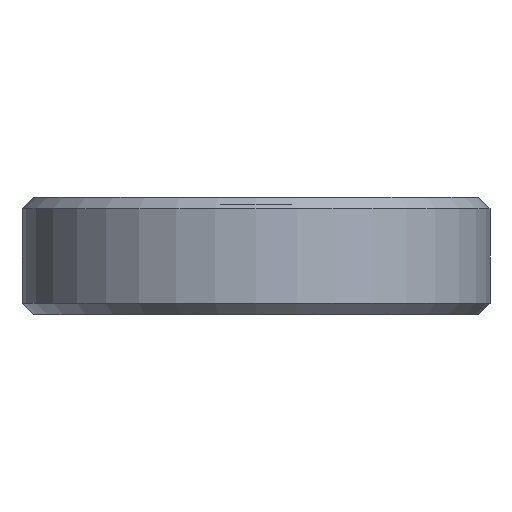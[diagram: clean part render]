
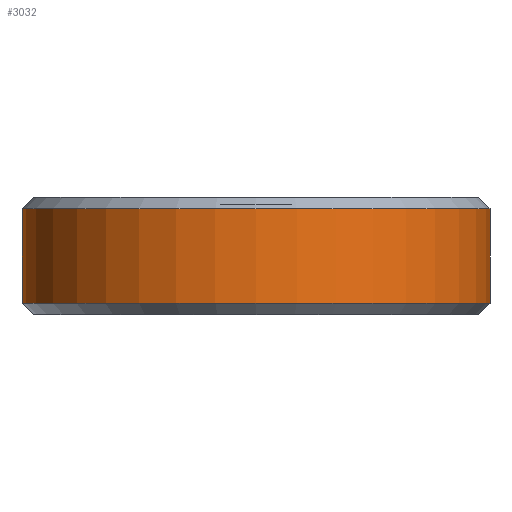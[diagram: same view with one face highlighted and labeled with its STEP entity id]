
A CAD part, left-side view. The second image highlights one B-rep face of the part: STEP entity #3032.
In plain terms, the highlighted cylindrical face has radius 6.25 mm (diameter 12.5 mm), a partial arc.
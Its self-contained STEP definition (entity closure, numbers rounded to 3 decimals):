
#382 = CONICAL_SURFACE('',#383,6.25,0.785);
#383 = AXIS2_PLACEMENT_3D('',#384,#385,#386);
#384 = CARTESIAN_POINT('',(0.,0.,0.3));
#385 = DIRECTION('',(0.,0.,1.));
#386 = DIRECTION('',(0.,1.,0.));
#1601 = VERTEX_POINT('',#1602);
#1602 = CARTESIAN_POINT('',(0.,-6.25,0.3));
#1637 = PLANE('',#1638);
#1638 = AXIS2_PLACEMENT_3D('',#1639,#1640,#1641);
#1639 = CARTESIAN_POINT('',(237.5,-6.25,0.));
#1640 = DIRECTION('',(0.,-1.,0.));
#1641 = DIRECTION('',(-1.,0.,0.));
#1655 = VERTEX_POINT('',#1656);
#1656 = CARTESIAN_POINT('',(0.,6.25,0.3));
#1676 = EDGE_CURVE('',#1655,#1601,#1677,.T.);
#1677 = SURFACE_CURVE('',#1678,(#1683,#1690),.PCURVE_S1.);
#1678 = CIRCLE('',#1679,6.25);
#1679 = AXIS2_PLACEMENT_3D('',#1680,#1681,#1682);
#1680 = CARTESIAN_POINT('',(0.,0.,0.3));
#1681 = DIRECTION('',(0.,-0.,1.));
#1682 = DIRECTION('',(0.,1.,0.));
#1683 = PCURVE('',#382,#1684);
#1684 = DEFINITIONAL_REPRESENTATION('',(#1685),#1689);
#1685 = LINE('',#1686,#1687);
#1686 = CARTESIAN_POINT('',(0.,-0.));
#1687 = VECTOR('',#1688,1.);
#1688 = DIRECTION('',(1.,-0.));
#1689 = ( GEOMETRIC_REPRESENTATION_CONTEXT(2) 
PARAMETRIC_REPRESENTATION_CONTEXT() REPRESENTATION_CONTEXT('2D SPACE',''
  ) );
#1690 = PCURVE('',#1691,#1696);
#1691 = CYLINDRICAL_SURFACE('',#1692,6.25);
#1692 = AXIS2_PLACEMENT_3D('',#1693,#1694,#1695);
#1693 = CARTESIAN_POINT('',(0.,0.,0.));
#1694 = DIRECTION('',(-0.,-0.,-1.));
#1695 = DIRECTION('',(1.,0.,0.));
#1696 = DEFINITIONAL_REPRESENTATION('',(#1697),#1701);
#1697 = LINE('',#1698,#1699);
#1698 = CARTESIAN_POINT('',(-1.571,-0.3));
#1699 = VECTOR('',#1700,1.);
#1700 = DIRECTION('',(-1.,0.));
#1701 = ( GEOMETRIC_REPRESENTATION_CONTEXT(2) 
PARAMETRIC_REPRESENTATION_CONTEXT() REPRESENTATION_CONTEXT('2D SPACE',''
  ) );
#1723 = PLANE('',#1724);
#1724 = AXIS2_PLACEMENT_3D('',#1725,#1726,#1727);
#1725 = CARTESIAN_POINT('',(237.5,6.25,0.));
#1726 = DIRECTION('',(0.,-1.,0.));
#1727 = DIRECTION('',(-1.,0.,0.));
#2984 = VERTEX_POINT('',#2985);
#2985 = CARTESIAN_POINT('',(0.,-6.25,2.825));
#3011 = EDGE_CURVE('',#1601,#2984,#3012,.T.);
#3012 = SURFACE_CURVE('',#3013,(#3017,#3024),.PCURVE_S1.);
#3013 = LINE('',#3014,#3015);
#3014 = CARTESIAN_POINT('',(0.,-6.25,0.));
#3015 = VECTOR('',#3016,1.);
#3016 = DIRECTION('',(0.,0.,1.));
#3017 = PCURVE('',#1637,#3018);
#3018 = DEFINITIONAL_REPRESENTATION('',(#3019),#3023);
#3019 = LINE('',#3020,#3021);
#3020 = CARTESIAN_POINT('',(237.5,0.));
#3021 = VECTOR('',#3022,1.);
#3022 = DIRECTION('',(0.,-1.));
#3023 = ( GEOMETRIC_REPRESENTATION_CONTEXT(2) 
PARAMETRIC_REPRESENTATION_CONTEXT() REPRESENTATION_CONTEXT('2D SPACE',''
  ) );
#3024 = PCURVE('',#1691,#3025);
#3025 = DEFINITIONAL_REPRESENTATION('',(#3026),#3030);
#3026 = LINE('',#3027,#3028);
#3027 = CARTESIAN_POINT('',(-4.712,0.));
#3028 = VECTOR('',#3029,1.);
#3029 = DIRECTION('',(-0.,-1.));
#3030 = ( GEOMETRIC_REPRESENTATION_CONTEXT(2) 
PARAMETRIC_REPRESENTATION_CONTEXT() REPRESENTATION_CONTEXT('2D SPACE',''
  ) );
#3032 = ADVANCED_FACE('',(#3033),#1691,.T.);
#3033 = FACE_BOUND('',#3034,.F.);
#3034 = EDGE_LOOP('',(#3035,#3058,#3085,#3086));
#3035 = ORIENTED_EDGE('',*,*,#3036,.T.);
#3036 = EDGE_CURVE('',#1655,#3037,#3039,.T.);
#3037 = VERTEX_POINT('',#3038);
#3038 = CARTESIAN_POINT('',(0.,6.25,2.825));
#3039 = SURFACE_CURVE('',#3040,(#3044,#3051),.PCURVE_S1.);
#3040 = LINE('',#3041,#3042);
#3041 = CARTESIAN_POINT('',(0.,6.25,0.));
#3042 = VECTOR('',#3043,1.);
#3043 = DIRECTION('',(0.,0.,1.));
#3044 = PCURVE('',#1691,#3045);
#3045 = DEFINITIONAL_REPRESENTATION('',(#3046),#3050);
#3046 = LINE('',#3047,#3048);
#3047 = CARTESIAN_POINT('',(-1.571,0.));
#3048 = VECTOR('',#3049,1.);
#3049 = DIRECTION('',(-0.,-1.));
#3050 = ( GEOMETRIC_REPRESENTATION_CONTEXT(2) 
PARAMETRIC_REPRESENTATION_CONTEXT() REPRESENTATION_CONTEXT('2D SPACE',''
  ) );
#3051 = PCURVE('',#1723,#3052);
#3052 = DEFINITIONAL_REPRESENTATION('',(#3053),#3057);
#3053 = LINE('',#3054,#3055);
#3054 = CARTESIAN_POINT('',(237.5,0.));
#3055 = VECTOR('',#3056,1.);
#3056 = DIRECTION('',(0.,-1.));
#3057 = ( GEOMETRIC_REPRESENTATION_CONTEXT(2) 
PARAMETRIC_REPRESENTATION_CONTEXT() REPRESENTATION_CONTEXT('2D SPACE',''
  ) );
#3058 = ORIENTED_EDGE('',*,*,#3059,.T.);
#3059 = EDGE_CURVE('',#3037,#2984,#3060,.T.);
#3060 = SURFACE_CURVE('',#3061,(#3066,#3073),.PCURVE_S1.);
#3061 = CIRCLE('',#3062,6.25);
#3062 = AXIS2_PLACEMENT_3D('',#3063,#3064,#3065);
#3063 = CARTESIAN_POINT('',(0.,0.,2.825));
#3064 = DIRECTION('',(0.,-0.,1.));
#3065 = DIRECTION('',(0.,1.,0.));
#3066 = PCURVE('',#1691,#3067);
#3067 = DEFINITIONAL_REPRESENTATION('',(#3068),#3072);
#3068 = LINE('',#3069,#3070);
#3069 = CARTESIAN_POINT('',(-1.571,-2.825));
#3070 = VECTOR('',#3071,1.);
#3071 = DIRECTION('',(-1.,0.));
#3072 = ( GEOMETRIC_REPRESENTATION_CONTEXT(2) 
PARAMETRIC_REPRESENTATION_CONTEXT() REPRESENTATION_CONTEXT('2D SPACE',''
  ) );
#3073 = PCURVE('',#3074,#3079);
#3074 = CONICAL_SURFACE('',#3075,6.25,0.785);
#3075 = AXIS2_PLACEMENT_3D('',#3076,#3077,#3078);
#3076 = CARTESIAN_POINT('',(0.,0.,2.825));
#3077 = DIRECTION('',(-0.,-0.,-1.));
#3078 = DIRECTION('',(0.,1.,0.));
#3079 = DEFINITIONAL_REPRESENTATION('',(#3080),#3084);
#3080 = LINE('',#3081,#3082);
#3081 = CARTESIAN_POINT('',(-0.,-0.));
#3082 = VECTOR('',#3083,1.);
#3083 = DIRECTION('',(-1.,-0.));
#3084 = ( GEOMETRIC_REPRESENTATION_CONTEXT(2) 
PARAMETRIC_REPRESENTATION_CONTEXT() REPRESENTATION_CONTEXT('2D SPACE',''
  ) );
#3085 = ORIENTED_EDGE('',*,*,#3011,.F.);
#3086 = ORIENTED_EDGE('',*,*,#1676,.F.);
